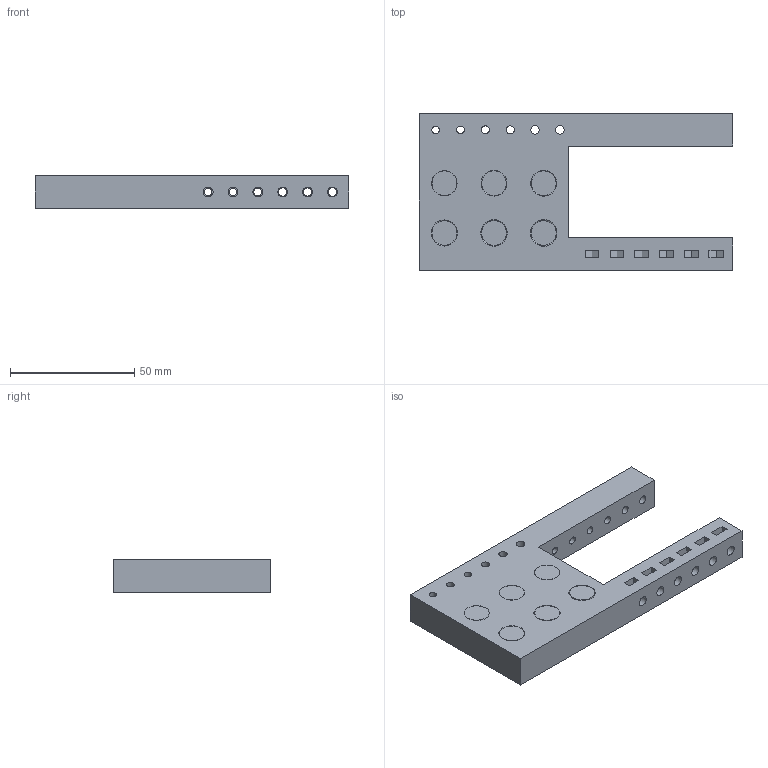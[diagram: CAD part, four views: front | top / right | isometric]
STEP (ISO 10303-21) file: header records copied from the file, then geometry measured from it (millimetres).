
FILE_DESCRIPTION(/* description */ ('STEP AP242','CAx-IF Rec.Pracs.---Representation and Presentation of Product Manufacturing Information (PMI)---4.0---2014-10-13','CAx-IF Rec.Pracs.---3D Tessellated Geometry---0.4---2014-09-14','2;1'),/* implementation_level */ '2;1');
FILE_NAME(/* name */ '6883c778539a693f799cf847',/* time_stamp */ '2025-07-25T18:05:44Z',/* author */ (''),/* organization */ (''),/* preprocessor_version */ 'ST-DEVELOPER v20',/* originating_system */ 'ONSHAPE BY PTC INC, 1.201',/* authorisation */ ' ');
FILE_SCHEMA (('AP242_MANAGED_MODEL_BASED_3D_ENGINEERING_MIM_LF { 1 0 10303 442 1 1 4 }'));
Length unit declared in the file: metre
Products named in the file (7): Tolerance Tests; Main Body
Bounding box: 126 x 63 x 13 mm (x, y, z)
Volume: 67985 mm3; surface area: 24870.3 mm2
Topology: 7 solids, 7 shells, 142 faces, 330 edges, 208 vertices
Faces by surface type: cylinder 60, plane 58, cone 24
Full cylindrical faces by diameter (mm): 3 x2, 3.1 x2, 3.2 x2, 3.3 x2, 3.4 x2, 3.5 x2, 4 x12, 6 x6, 6.2 x1, 6.3 x1, 6.4 x1, 6.5 x1, 6.6 x1, 6.7 x1, 10 x12, 10.2 x2, 10.3 x2, 10.4 x2, 10.5 x2, 10.6 x2, 10.7 x2
Entity records: 3791 total; most frequent: DIRECTION 652, CARTESIAN_POINT 579, ORIENTED_EDGE 468, EDGE_LOOP 292, FACE_BOUND 292, AXIS2_PLACEMENT_3D 269, EDGE_CURVE 234, VERTEX_POINT 196
